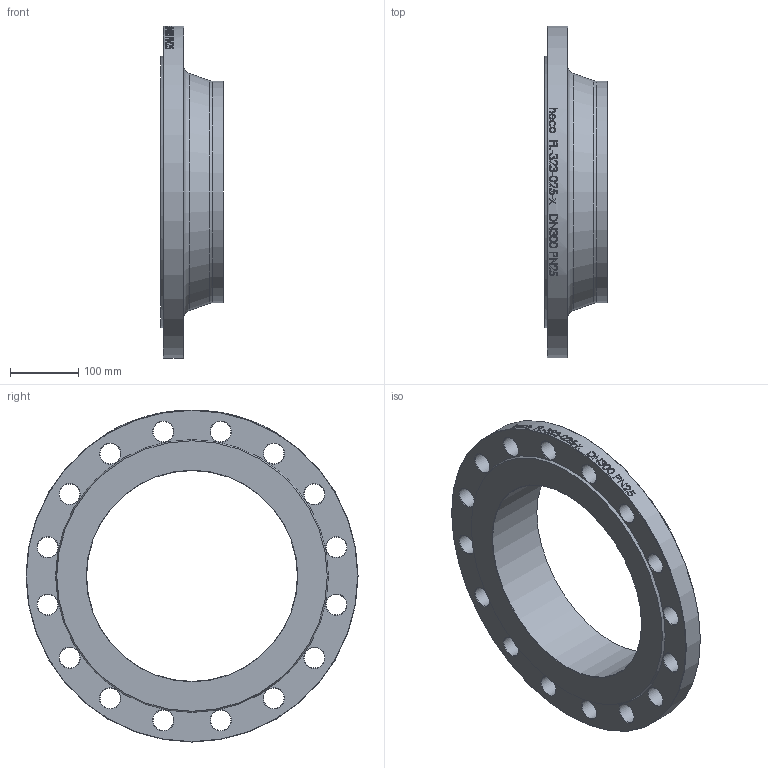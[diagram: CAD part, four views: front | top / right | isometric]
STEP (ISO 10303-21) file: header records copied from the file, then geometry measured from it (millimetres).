
FILE_DESCRIPTION (( 'STEP AP214' ), '1' );
FILE_NAME ('FL-323-025-x Vorschweissflansch DN300 PN25 iso DIN2634 2009.STEP', '2020-09-23T08:12:12', ( '' ), ( '' ), 'SwSTEP 2.0', 'SolidWorks 2019', '' );
FILE_SCHEMA (( 'AUTOMOTIVE_DESIGN' ));
Length unit declared in the file: millimetre
Products named in the file (1): FL-323-025-x Vorschweissflansch DN300 PN25 iso DIN2634 2009
Bounding box: 92 x 485 x 485 mm (x, y, z)
Volume: 3937267.2 mm3; surface area: 425073.7 mm2
Topology: 1 solids, 1 shells, 96 faces, 440 edges, 379 vertices
Faces by surface type: cylinder 53, cone 37, plane 4, torus 2
Full cylindrical faces by diameter (mm): 30 x16, 307.9 x1, 323.9 x1, 485 x1
Entity records: 11953 total; most frequent: CARTESIAN_POINT 8458, ORIENTED_EDGE 710, DIRECTION 506, VERTEX_POINT 355, EDGE_CURVE 355, AXIS2_PLACEMENT_3D 233, EDGE_LOOP 220, B_SPLINE_CURVE_WITH_KNOTS 177
